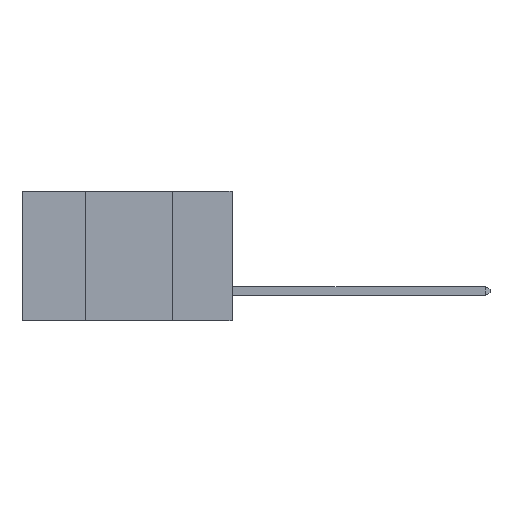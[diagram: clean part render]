
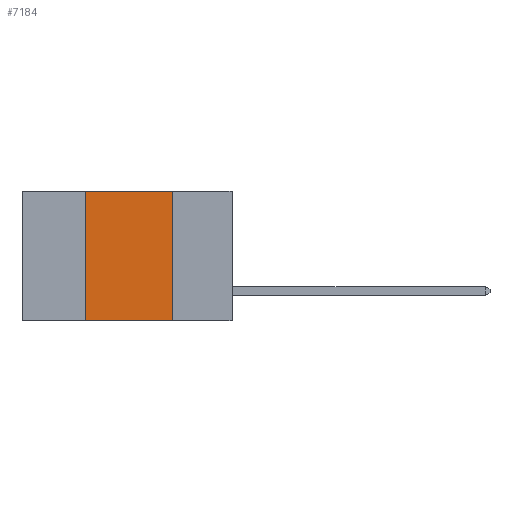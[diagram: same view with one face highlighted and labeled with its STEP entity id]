
A CAD part, left-side view. The second image highlights one B-rep face of the part: STEP entity #7184.
In plain terms, the highlighted planar face has unit normal (-1, 0, 0).
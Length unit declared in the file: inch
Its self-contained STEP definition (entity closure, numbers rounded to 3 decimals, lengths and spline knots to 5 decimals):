
#17 = VERTEX_POINT ( 'NONE', #2801 ) ;
#268 = VERTEX_POINT ( 'NONE', #7432 ) ;
#547 = EDGE_LOOP ( 'NONE', ( #1468, #7126, #7708, #4472 ) ) ;
#805 = LINE ( 'NONE', #4990, #4293 ) ;
#862 = CARTESIAN_POINT ( 'NONE',  ( 0., 0.6, 0. ) ) ;
#1468 = ORIENTED_EDGE ( 'NONE', *, *, #8752, .F. ) ;
#2728 = DIRECTION ( 'NONE',  ( 1., 0., 0. ) ) ;
#2801 = CARTESIAN_POINT ( 'NONE',  ( 0., 0.17, -0.37 ) ) ;
#3216 = VERTEX_POINT ( 'NONE', #4189 ) ;
#3501 = PLANE ( 'NONE',  #6518 ) ;
#4189 = CARTESIAN_POINT ( 'NONE',  ( 0., 0.17, 0. ) ) ;
#4206 = DIRECTION ( 'NONE',  ( 0., 0., 1. ) ) ;
#4217 = VECTOR ( 'NONE', #6792, 39.37008 ) ;
#4293 = VECTOR ( 'NONE', #5810, 39.37008 ) ;
#4472 = ORIENTED_EDGE ( 'NONE', *, *, #9472, .T. ) ;
#4990 = CARTESIAN_POINT ( 'NONE',  ( 0., 0.17, 0. ) ) ;
#5106 = DIRECTION ( 'NONE',  ( 0., 0., -1. ) ) ;
#5252 = DIRECTION ( 'NONE',  ( 0., -1., 0. ) ) ;
#5621 = CARTESIAN_POINT ( 'NONE',  ( 0., 0.42, -0.37 ) ) ;
#5810 = DIRECTION ( 'NONE',  ( 0., 0., -1. ) ) ;
#5858 = CARTESIAN_POINT ( 'NONE',  ( 0., 0.42, 0. ) ) ;
#5873 = VECTOR ( 'NONE', #4206, 39.37008 ) ;
#5890 = EDGE_CURVE ( 'NONE', #268, #3216, #8321, .T. ) ;
#6347 = VERTEX_POINT ( 'NONE', #5621 ) ;
#6518 = AXIS2_PLACEMENT_3D ( 'NONE', #862, #2728, #5106 ) ;
#6792 = DIRECTION ( 'NONE',  ( 0., -1., 0. ) ) ;
#6915 = CARTESIAN_POINT ( 'NONE',  ( 0., 0.6, 0. ) ) ;
#7126 = ORIENTED_EDGE ( 'NONE', *, *, #5890, .F. ) ;
#7184 = ADVANCED_FACE ( 'NONE', ( #8754 ), #3501, .F. ) ;
#7432 = CARTESIAN_POINT ( 'NONE',  ( 0., 0.42, 0. ) ) ;
#7708 = ORIENTED_EDGE ( 'NONE', *, *, #8772, .F. ) ;
#8025 = LINE ( 'NONE', #5858, #5873 ) ;
#8258 = VECTOR ( 'NONE', #5252, 39.37008 ) ;
#8321 = LINE ( 'NONE', #6915, #4217 ) ;
#8752 = EDGE_CURVE ( 'NONE', #3216, #17, #805, .T. ) ;
#8754 = FACE_OUTER_BOUND ( 'NONE', #547, .T. ) ;
#8772 = EDGE_CURVE ( 'NONE', #6347, #268, #8025, .T. ) ;
#9472 = EDGE_CURVE ( 'NONE', #6347, #17, #10171, .T. ) ;
#9913 = CARTESIAN_POINT ( 'NONE',  ( 0., 0.6, -0.37 ) ) ;
#10171 = LINE ( 'NONE', #9913, #8258 ) ;
